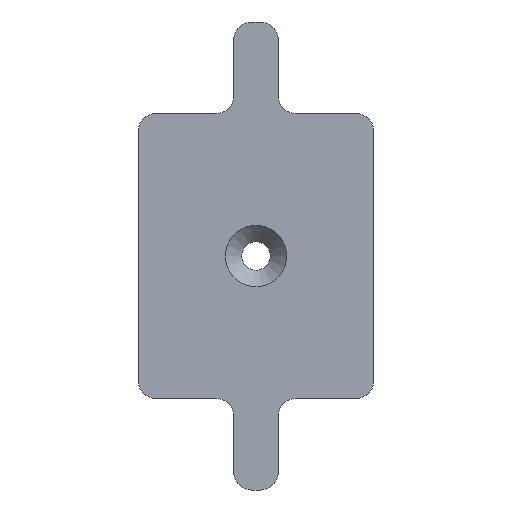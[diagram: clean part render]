
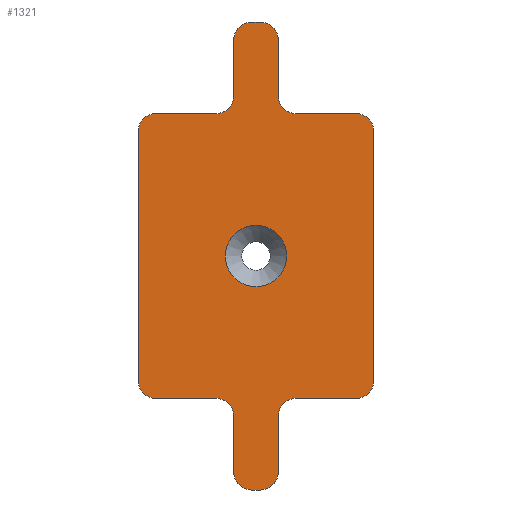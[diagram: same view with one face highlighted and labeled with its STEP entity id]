
A CAD part, front view. The second image highlights one B-rep face of the part: STEP entity #1321.
In plain terms, the highlighted planar face has unit normal (0, -1, 0).
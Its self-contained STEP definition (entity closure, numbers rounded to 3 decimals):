
#47=FACE_BOUND('',#122,.T.);
#50=FACE_OUTER_BOUND('',#121,.T.);
#121=EDGE_LOOP('',(#876,#877,#878,#879,#880,#881,#882,#883,#884,#885,#886,
#887,#888,#889,#890,#891,#892,#893,#894,#895,#896,#897,#898,#899));
#122=EDGE_LOOP('',(#900));
#195=LINE('',#1956,#335);
#196=LINE('',#1960,#336);
#197=LINE('',#1964,#337);
#198=LINE('',#1968,#338);
#199=LINE('',#1972,#339);
#200=LINE('',#1976,#340);
#201=LINE('',#1980,#341);
#202=LINE('',#1984,#342);
#203=LINE('',#1988,#343);
#204=LINE('',#1992,#344);
#205=LINE('',#1996,#345);
#206=LINE('',#1999,#346);
#335=VECTOR('',#1546,6.3);
#336=VECTOR('',#1549,6.75);
#337=VECTOR('',#1552,28.);
#338=VECTOR('',#1555,6.75);
#339=VECTOR('',#1558,6.3);
#340=VECTOR('',#1561,1.);
#341=VECTOR('',#1564,6.3);
#342=VECTOR('',#1567,6.75);
#343=VECTOR('',#1570,28.);
#344=VECTOR('',#1573,6.75);
#345=VECTOR('',#1576,6.3);
#346=VECTOR('',#1579,1.);
#475=CIRCLE('',#1407,2.);
#476=CIRCLE('',#1408,2.);
#477=CIRCLE('',#1409,2.);
#478=CIRCLE('',#1410,2.);
#479=CIRCLE('',#1411,2.);
#480=CIRCLE('',#1412,2.);
#481=CIRCLE('',#1413,2.);
#482=CIRCLE('',#1414,2.);
#483=CIRCLE('',#1415,2.);
#484=CIRCLE('',#1416,2.);
#485=CIRCLE('',#1417,2.);
#486=CIRCLE('',#1418,2.);
#487=CIRCLE('',#1419,3.45);
#538=VERTEX_POINT('',#1952);
#539=VERTEX_POINT('',#1953);
#540=VERTEX_POINT('',#1955);
#541=VERTEX_POINT('',#1957);
#542=VERTEX_POINT('',#1959);
#543=VERTEX_POINT('',#1961);
#544=VERTEX_POINT('',#1963);
#545=VERTEX_POINT('',#1965);
#546=VERTEX_POINT('',#1967);
#547=VERTEX_POINT('',#1969);
#548=VERTEX_POINT('',#1971);
#549=VERTEX_POINT('',#1973);
#550=VERTEX_POINT('',#1975);
#551=VERTEX_POINT('',#1977);
#552=VERTEX_POINT('',#1979);
#553=VERTEX_POINT('',#1981);
#554=VERTEX_POINT('',#1983);
#555=VERTEX_POINT('',#1985);
#556=VERTEX_POINT('',#1987);
#557=VERTEX_POINT('',#1989);
#558=VERTEX_POINT('',#1991);
#559=VERTEX_POINT('',#1993);
#560=VERTEX_POINT('',#1995);
#561=VERTEX_POINT('',#1997);
#562=VERTEX_POINT('',#2000);
#673=EDGE_CURVE('',#538,#539,#475,.T.);
#674=EDGE_CURVE('',#540,#539,#195,.T.);
#675=EDGE_CURVE('',#540,#541,#476,.T.);
#676=EDGE_CURVE('',#542,#541,#196,.T.);
#677=EDGE_CURVE('',#542,#543,#477,.T.);
#678=EDGE_CURVE('',#544,#543,#197,.T.);
#679=EDGE_CURVE('',#544,#545,#478,.T.);
#680=EDGE_CURVE('',#546,#545,#198,.T.);
#681=EDGE_CURVE('',#546,#547,#479,.T.);
#682=EDGE_CURVE('',#548,#547,#199,.T.);
#683=EDGE_CURVE('',#548,#549,#480,.T.);
#684=EDGE_CURVE('',#550,#549,#200,.T.);
#685=EDGE_CURVE('',#550,#551,#481,.T.);
#686=EDGE_CURVE('',#552,#551,#201,.T.);
#687=EDGE_CURVE('',#552,#553,#482,.T.);
#688=EDGE_CURVE('',#554,#553,#202,.T.);
#689=EDGE_CURVE('',#554,#555,#483,.T.);
#690=EDGE_CURVE('',#556,#555,#203,.T.);
#691=EDGE_CURVE('',#556,#557,#484,.T.);
#692=EDGE_CURVE('',#558,#557,#204,.T.);
#693=EDGE_CURVE('',#558,#559,#485,.T.);
#694=EDGE_CURVE('',#560,#559,#205,.T.);
#695=EDGE_CURVE('',#560,#561,#486,.T.);
#696=EDGE_CURVE('',#538,#561,#206,.T.);
#697=EDGE_CURVE('',#562,#562,#487,.T.);
#876=ORIENTED_EDGE('',*,*,#673,.T.);
#877=ORIENTED_EDGE('',*,*,#674,.F.);
#878=ORIENTED_EDGE('',*,*,#675,.T.);
#879=ORIENTED_EDGE('',*,*,#676,.F.);
#880=ORIENTED_EDGE('',*,*,#677,.T.);
#881=ORIENTED_EDGE('',*,*,#678,.F.);
#882=ORIENTED_EDGE('',*,*,#679,.T.);
#883=ORIENTED_EDGE('',*,*,#680,.F.);
#884=ORIENTED_EDGE('',*,*,#681,.T.);
#885=ORIENTED_EDGE('',*,*,#682,.F.);
#886=ORIENTED_EDGE('',*,*,#683,.T.);
#887=ORIENTED_EDGE('',*,*,#684,.F.);
#888=ORIENTED_EDGE('',*,*,#685,.T.);
#889=ORIENTED_EDGE('',*,*,#686,.F.);
#890=ORIENTED_EDGE('',*,*,#687,.T.);
#891=ORIENTED_EDGE('',*,*,#688,.F.);
#892=ORIENTED_EDGE('',*,*,#689,.T.);
#893=ORIENTED_EDGE('',*,*,#690,.F.);
#894=ORIENTED_EDGE('',*,*,#691,.T.);
#895=ORIENTED_EDGE('',*,*,#692,.F.);
#896=ORIENTED_EDGE('',*,*,#693,.T.);
#897=ORIENTED_EDGE('',*,*,#694,.F.);
#898=ORIENTED_EDGE('',*,*,#695,.T.);
#899=ORIENTED_EDGE('',*,*,#696,.F.);
#900=ORIENTED_EDGE('',*,*,#697,.F.);
#1282=PLANE('',#1406);
#1321=ADVANCED_FACE('',(#50,#47),#1282,.T.);
#1406=AXIS2_PLACEMENT_3D('',#1951,#1542,#1543);
#1407=AXIS2_PLACEMENT_3D('',#1954,#1544,#1545);
#1408=AXIS2_PLACEMENT_3D('',#1958,#1547,#1548);
#1409=AXIS2_PLACEMENT_3D('',#1962,#1550,#1551);
#1410=AXIS2_PLACEMENT_3D('',#1966,#1553,#1554);
#1411=AXIS2_PLACEMENT_3D('',#1970,#1556,#1557);
#1412=AXIS2_PLACEMENT_3D('',#1974,#1559,#1560);
#1413=AXIS2_PLACEMENT_3D('',#1978,#1562,#1563);
#1414=AXIS2_PLACEMENT_3D('',#1982,#1565,#1566);
#1415=AXIS2_PLACEMENT_3D('',#1986,#1568,#1569);
#1416=AXIS2_PLACEMENT_3D('',#1990,#1571,#1572);
#1417=AXIS2_PLACEMENT_3D('',#1994,#1574,#1575);
#1418=AXIS2_PLACEMENT_3D('',#1998,#1577,#1578);
#1419=AXIS2_PLACEMENT_3D('',#2001,#1580,#1581);
#1542=DIRECTION('center_axis',(0.,-1.,0.));
#1543=DIRECTION('ref_axis',(1.,0.,0.));
#1544=DIRECTION('center_axis',(0.,-1.,0.));
#1545=DIRECTION('ref_axis',(0.,0.,-1.));
#1546=DIRECTION('',(0.,0.,-1.));
#1547=DIRECTION('center_axis',(0.,1.,0.));
#1548=DIRECTION('ref_axis',(-1.,0.,0.));
#1549=DIRECTION('',(-1.,0.,0.));
#1550=DIRECTION('center_axis',(0.,-1.,0.));
#1551=DIRECTION('ref_axis',(0.,0.,-1.));
#1552=DIRECTION('',(0.,0.,-1.));
#1553=DIRECTION('center_axis',(0.,-1.,0.));
#1554=DIRECTION('ref_axis',(1.,0.,0.));
#1555=DIRECTION('',(1.,0.,0.));
#1556=DIRECTION('center_axis',(0.,1.,0.));
#1557=DIRECTION('ref_axis',(0.,0.,-1.));
#1558=DIRECTION('',(0.,0.,-1.));
#1559=DIRECTION('center_axis',(0.,-1.,0.));
#1560=DIRECTION('ref_axis',(1.,0.,0.));
#1561=DIRECTION('',(1.,0.,0.));
#1562=DIRECTION('center_axis',(0.,-1.,0.));
#1563=DIRECTION('ref_axis',(0.,0.,1.));
#1564=DIRECTION('',(0.,0.,1.));
#1565=DIRECTION('center_axis',(0.,1.,0.));
#1566=DIRECTION('ref_axis',(1.,0.,0.));
#1567=DIRECTION('',(1.,0.,0.));
#1568=DIRECTION('center_axis',(0.,-1.,0.));
#1569=DIRECTION('ref_axis',(0.,0.,1.));
#1570=DIRECTION('',(0.,0.,1.));
#1571=DIRECTION('center_axis',(0.,-1.,0.));
#1572=DIRECTION('ref_axis',(-1.,0.,0.));
#1573=DIRECTION('',(-1.,0.,0.));
#1574=DIRECTION('center_axis',(0.,1.,0.));
#1575=DIRECTION('ref_axis',(0.,0.,1.));
#1576=DIRECTION('',(0.,0.,1.));
#1577=DIRECTION('center_axis',(0.,-1.,0.));
#1578=DIRECTION('ref_axis',(-1.,0.,0.));
#1579=DIRECTION('',(-1.,0.,0.));
#1580=DIRECTION('center_axis',(0.,-1.,0.));
#1581=DIRECTION('ref_axis',(-1.,0.,0.));
#1951=CARTESIAN_POINT('Origin',(0.,-11.5,0.));
#1952=CARTESIAN_POINT('',(0.5,-11.5,-26.3));
#1953=CARTESIAN_POINT('',(2.5,-11.5,-24.3));
#1954=CARTESIAN_POINT('Origin',(0.5,-11.5,-24.3));
#1955=CARTESIAN_POINT('',(2.5,-11.5,-18.));
#1956=CARTESIAN_POINT('',(2.5,-11.5,-18.));
#1957=CARTESIAN_POINT('',(4.5,-11.5,-16.));
#1958=CARTESIAN_POINT('Origin',(4.5,-11.5,-18.));
#1959=CARTESIAN_POINT('',(11.25,-11.5,-16.));
#1960=CARTESIAN_POINT('',(11.25,-11.5,-16.));
#1961=CARTESIAN_POINT('',(13.25,-11.5,-14.));
#1962=CARTESIAN_POINT('Origin',(11.25,-11.5,-14.));
#1963=CARTESIAN_POINT('',(13.25,-11.5,14.));
#1964=CARTESIAN_POINT('',(13.25,-11.5,14.));
#1965=CARTESIAN_POINT('',(11.25,-11.5,16.));
#1966=CARTESIAN_POINT('Origin',(11.25,-11.5,14.));
#1967=CARTESIAN_POINT('',(4.5,-11.5,16.));
#1968=CARTESIAN_POINT('',(4.5,-11.5,16.));
#1969=CARTESIAN_POINT('',(2.5,-11.5,18.));
#1970=CARTESIAN_POINT('Origin',(4.5,-11.5,18.));
#1971=CARTESIAN_POINT('',(2.5,-11.5,24.3));
#1972=CARTESIAN_POINT('',(2.5,-11.5,24.3));
#1973=CARTESIAN_POINT('',(0.5,-11.5,26.3));
#1974=CARTESIAN_POINT('Origin',(0.5,-11.5,24.3));
#1975=CARTESIAN_POINT('',(-0.5,-11.5,26.3));
#1976=CARTESIAN_POINT('',(-0.5,-11.5,26.3));
#1977=CARTESIAN_POINT('',(-2.5,-11.5,24.3));
#1978=CARTESIAN_POINT('Origin',(-0.5,-11.5,24.3));
#1979=CARTESIAN_POINT('',(-2.5,-11.5,18.));
#1980=CARTESIAN_POINT('',(-2.5,-11.5,18.));
#1981=CARTESIAN_POINT('',(-4.5,-11.5,16.));
#1982=CARTESIAN_POINT('Origin',(-4.5,-11.5,18.));
#1983=CARTESIAN_POINT('',(-11.25,-11.5,16.));
#1984=CARTESIAN_POINT('',(-11.25,-11.5,16.));
#1985=CARTESIAN_POINT('',(-13.25,-11.5,14.));
#1986=CARTESIAN_POINT('Origin',(-11.25,-11.5,14.));
#1987=CARTESIAN_POINT('',(-13.25,-11.5,-14.));
#1988=CARTESIAN_POINT('',(-13.25,-11.5,-14.));
#1989=CARTESIAN_POINT('',(-11.25,-11.5,-16.));
#1990=CARTESIAN_POINT('Origin',(-11.25,-11.5,-14.));
#1991=CARTESIAN_POINT('',(-4.5,-11.5,-16.));
#1992=CARTESIAN_POINT('',(-4.5,-11.5,-16.));
#1993=CARTESIAN_POINT('',(-2.5,-11.5,-18.));
#1994=CARTESIAN_POINT('Origin',(-4.5,-11.5,-18.));
#1995=CARTESIAN_POINT('',(-2.5,-11.5,-24.3));
#1996=CARTESIAN_POINT('',(-2.5,-11.5,-24.3));
#1997=CARTESIAN_POINT('',(-0.5,-11.5,-26.3));
#1998=CARTESIAN_POINT('Origin',(-0.5,-11.5,-24.3));
#1999=CARTESIAN_POINT('',(0.5,-11.5,-26.3));
#2000=CARTESIAN_POINT('',(3.45,-11.5,0.));
#2001=CARTESIAN_POINT('Origin',(0.,-11.5,0.));
